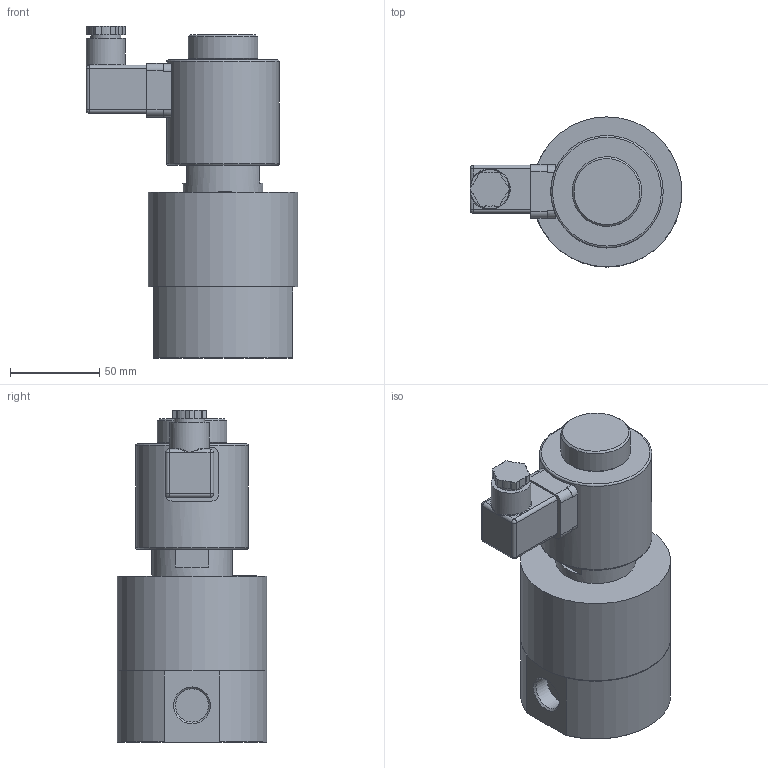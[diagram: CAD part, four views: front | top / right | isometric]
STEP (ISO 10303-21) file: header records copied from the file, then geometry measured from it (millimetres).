
FILE_DESCRIPTION(/* description */ ('3D-Modell'),/* implementation_level */ '2;1');
FILE_NAME(/* name */ '050.000246_2-529-23-0815-.322.stp',/* time_stamp */ '2019-11-27T14:52:26+01:00',/* author */ ('CBeuthner'),/* organization */ (''),/* preprocessor_version */ 'ST-DEVELOPER v16.1',/* originating_system */ 'Autodesk Inventor 2016',/* authorisation */ '');
FILE_SCHEMA (('CONFIG_CONTROL_DESIGN'));
Length unit declared in the file: millimetre
Products named in the file (1): 88-004365
Bounding box: 118.7 x 84 x 186 mm (x, y, z)
Volume: 771815.2 mm3; surface area: 62132.2 mm2
Topology: 1 solids, 1 shells, 110 faces, 279 edges, 173 vertices
Faces by surface type: plane 60, cylinder 33, cone 8, sphere 4, torus 3, bspline 2
Full cylindrical faces by diameter (mm): 17 x1, 18.631 x2, 22 x1, 39 x1, 45 x1, 63 x1, 84 x1
Entity records: 3303 total; most frequent: CARTESIAN_POINT 722, DIRECTION 543, ORIENTED_EDGE 508, EDGE_CURVE 254, AXIS2_PLACEMENT_3D 196, VERTEX_POINT 169, LINE 151, VECTOR 151
